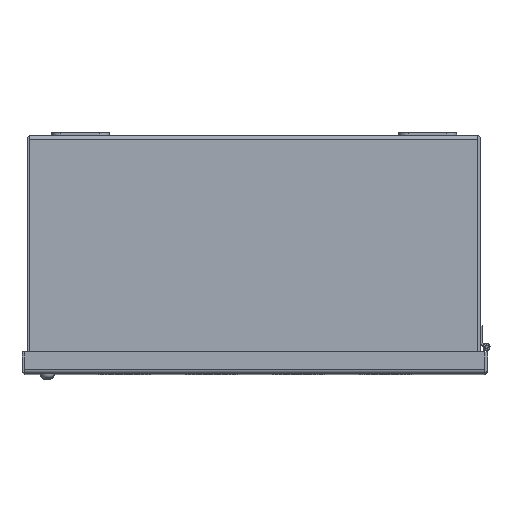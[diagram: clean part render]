
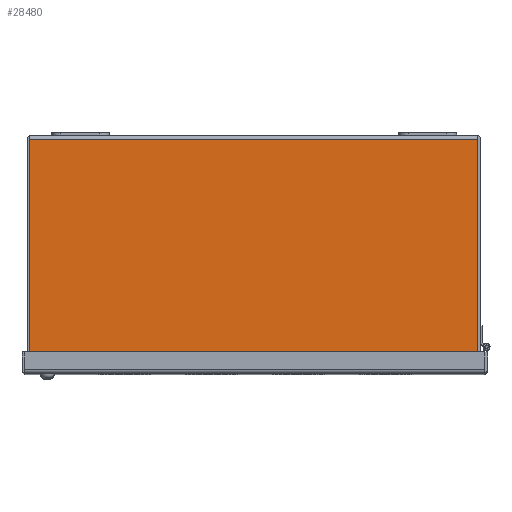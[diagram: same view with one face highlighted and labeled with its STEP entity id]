
A CAD part, top view. The second image highlights one B-rep face of the part: STEP entity #28480.
In plain terms, the highlighted planar face has unit normal (0, 0, 1).
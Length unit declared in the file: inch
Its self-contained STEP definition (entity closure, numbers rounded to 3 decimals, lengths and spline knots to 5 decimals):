
#567 = ORIENTED_EDGE ( 'NONE', *, *, #4267, .T. ) ;
#607 = VERTEX_POINT ( 'NONE', #5361 ) ;
#2063 = DIRECTION ( 'NONE',  ( 0., -1., 0. ) ) ;
#3791 = EDGE_LOOP ( 'NONE', ( #33768, #12672, #31351, #567 ) ) ;
#4267 = EDGE_CURVE ( 'NONE', #28013, #29277, #34631, .T. ) ;
#4520 = DIRECTION ( 'NONE',  ( 0., 0., 1. ) ) ;
#4870 = DIRECTION ( 'NONE',  ( 1., 0., 0. ) ) ;
#5301 = LINE ( 'NONE', #31037, #14523 ) ;
#5361 = CARTESIAN_POINT ( 'NONE',  ( 5.80289, -5.892, 7.5 ) ) ;
#7265 = FACE_OUTER_BOUND ( 'NONE', #3791, .T. ) ;
#9421 = CARTESIAN_POINT ( 'NONE',  ( -40.531, -0.108, 7.5 ) ) ;
#12366 = DIRECTION ( 'NONE',  ( -1., 0., 0. ) ) ;
#12604 = EDGE_CURVE ( 'NONE', #13860, #607, #32565, .T. ) ;
#12672 = ORIENTED_EDGE ( 'NONE', *, *, #12604, .T. ) ;
#13860 = VERTEX_POINT ( 'NONE', #26411 ) ;
#13926 = DIRECTION ( 'NONE',  ( 0., -1., 0. ) ) ;
#14523 = VECTOR ( 'NONE', #13926, 39.37008 ) ;
#15680 = VECTOR ( 'NONE', #12366, 39.37008 ) ;
#16024 = LINE ( 'NONE', #27251, #22716 ) ;
#17383 = AXIS2_PLACEMENT_3D ( 'NONE', #29697, #4520, #4870 ) ;
#20722 = CARTESIAN_POINT ( 'NONE',  ( -5.80289, -0.108, 7.5 ) ) ;
#22716 = VECTOR ( 'NONE', #2063, 39.37008 ) ;
#24467 = VECTOR ( 'NONE', #24674, 39.37008 ) ;
#24674 = DIRECTION ( 'NONE',  ( 1., 0., 0. ) ) ;
#26411 = CARTESIAN_POINT ( 'NONE',  ( -5.80289, -5.892, 7.5 ) ) ;
#26955 = PLANE ( 'NONE',  #17383 ) ;
#27251 = CARTESIAN_POINT ( 'NONE',  ( 5.80289, 39.37008, 7.5 ) ) ;
#28013 = VERTEX_POINT ( 'NONE', #32204 ) ;
#28480 = ADVANCED_FACE ( 'NONE', ( #7265 ), #26955, .T. ) ;
#29277 = VERTEX_POINT ( 'NONE', #20722 ) ;
#29697 = CARTESIAN_POINT ( 'NONE',  ( -40.531, 0., 7.5 ) ) ;
#30001 = CARTESIAN_POINT ( 'NONE',  ( -40.531, -5.892, 7.5 ) ) ;
#30269 = EDGE_CURVE ( 'NONE', #28013, #607, #16024, .T. ) ;
#31037 = CARTESIAN_POINT ( 'NONE',  ( -5.80289, 39.37008, 7.5 ) ) ;
#31351 = ORIENTED_EDGE ( 'NONE', *, *, #30269, .F. ) ;
#32204 = CARTESIAN_POINT ( 'NONE',  ( 5.80289, -0.108, 7.5 ) ) ;
#32381 = EDGE_CURVE ( 'NONE', #29277, #13860, #5301, .T. ) ;
#32565 = LINE ( 'NONE', #30001, #24467 ) ;
#33768 = ORIENTED_EDGE ( 'NONE', *, *, #32381, .T. ) ;
#34631 = LINE ( 'NONE', #9421, #15680 ) ;
